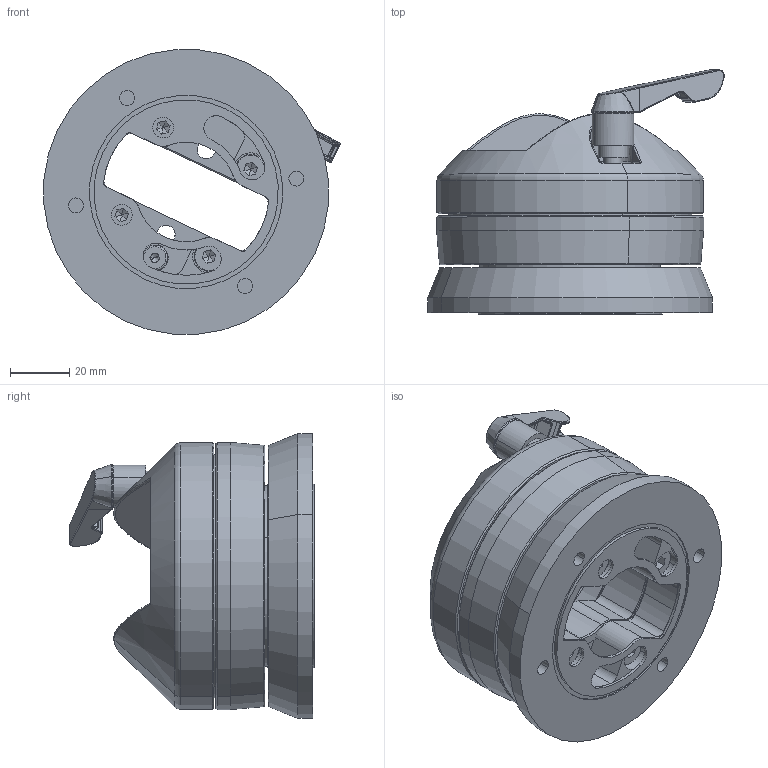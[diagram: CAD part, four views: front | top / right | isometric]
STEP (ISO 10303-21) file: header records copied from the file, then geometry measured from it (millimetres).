
FILE_DESCRIPTION (( 'STEP AP214' ), '1' );
FILE_NAME ('49447302.STEP', '2016-02-24T14:22:35', ( 'Macha' ), ( 'Hewlett-Packard Company' ), 'SwSTEP 2.0', 'SolidWorks 2015', '' );
FILE_SCHEMA (( 'AUTOMOTIVE_DESIGN' ));
Length unit declared in the file: millimetre
Products named in the file (14): 82983; 98147; 82984; 94459; 56600; 12961; 84408; 41880; 84409; 49447302; 93265; 84163; 93060; 84407_10mm lang
Assembly tree (19 placements, depth 3):
  49447302
    84409
    41880  x2
    84408
    56600
      12961
    94459
    82984  x2
    98147  x2
    82983
    84407_10mm lang
    93060
    84163
    93265  x4
Bounding box: 99.65 x 82.13 x 95.7 mm (x, y, z)
Volume: 239299 mm3; surface area: 93990.3 mm2
Topology: 18 solids, 18 shells, 712 faces, 1692 edges, 1036 vertices
Faces by surface type: cylinder 301, plane 190, cone 97, bspline 74, torus 42, sphere 8
Entity records: 20445 total; most frequent: CARTESIAN_POINT 6195, DIRECTION 2850, ORIENTED_EDGE 2748, EDGE_CURVE 1374, AXIS2_PLACEMENT_3D 1169, VERTEX_POINT 848, EDGE_LOOP 664, CIRCLE 648
